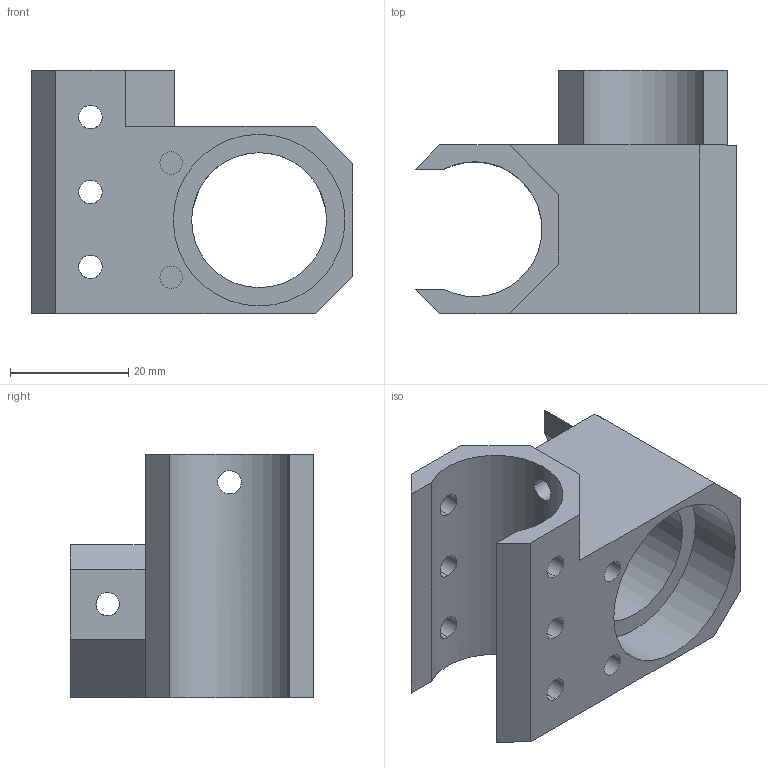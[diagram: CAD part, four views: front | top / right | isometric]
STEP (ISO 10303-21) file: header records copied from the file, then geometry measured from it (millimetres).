
FILE_DESCRIPTION (( 'STEP AP214' ), '1' );
FILE_NAME ('Side Bearing Pipe Coaxial.STEP', '2018-12-02T00:51:42', ( '' ), ( '' ), 'SwSTEP 2.0', 'SolidWorks 2018', '' );
FILE_SCHEMA (( 'AUTOMOTIVE_DESIGN' ));
Length unit declared in the file: inch
Products named in the file (1): Side Bearing Pipe Coaxial
Bounding box: 54.5 x 41.27 x 41.27 mm (x, y, z)
Volume: 24152.6 mm3; surface area: 12847.2 mm2
Topology: 1 solids, 1 shells, 56 faces, 159 edges, 104 vertices
Faces by surface type: cylinder 29, plane 27
Entity records: 2419 total; most frequent: CARTESIAN_POINT 880, ORIENTED_EDGE 318, DIRECTION 293, EDGE_CURVE 159, VERTEX_POINT 104, VECTOR 99, LINE 99, AXIS2_PLACEMENT_3D 97
